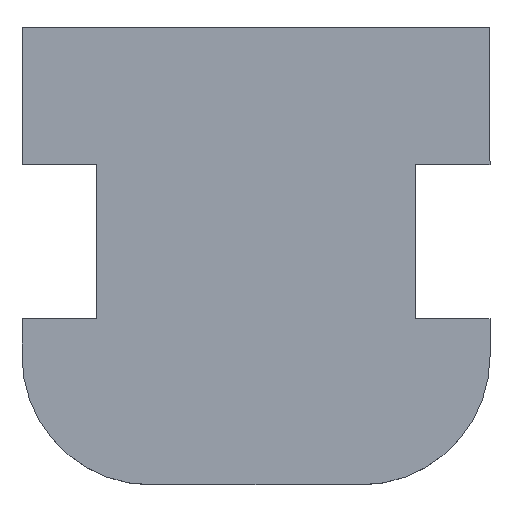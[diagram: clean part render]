
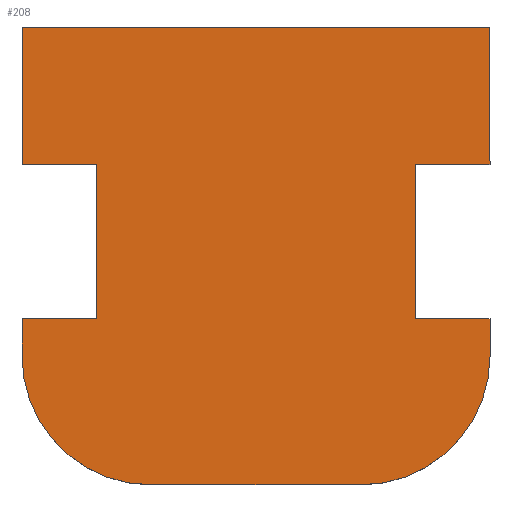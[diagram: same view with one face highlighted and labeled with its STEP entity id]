
A CAD part, top view. The second image highlights one B-rep face of the part: STEP entity #208.
In plain terms, the highlighted planar face has unit normal (0, 0, 1).
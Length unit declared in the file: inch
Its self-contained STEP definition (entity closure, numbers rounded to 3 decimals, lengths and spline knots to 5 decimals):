
#1 = VECTOR ( 'NONE', #268, 39.37008 ) ;
#4 = AXIS2_PLACEMENT_3D ( 'NONE', #198, #312, #508 ) ;
#6 = EDGE_CURVE ( 'NONE', #423, #48, #16, .T. ) ;
#15 = DIRECTION ( 'NONE',  ( -1., 0., 0. ) ) ;
#16 = LINE ( 'NONE', #108, #111 ) ;
#20 = CARTESIAN_POINT ( 'NONE',  ( -17.0285, -0.51, 0.12 ) ) ;
#28 = LINE ( 'NONE', #242, #343 ) ;
#29 = EDGE_CURVE ( 'NONE', #255, #456, #444, .T. ) ;
#33 = VECTOR ( 'NONE', #315, 39.37008 ) ;
#37 = EDGE_CURVE ( 'NONE', #276, #117, #65, .T. ) ;
#48 = VERTEX_POINT ( 'NONE', #449 ) ;
#51 = CARTESIAN_POINT ( 'NONE',  ( -17.7165, -0.24, 0.12 ) ) ;
#54 = DIRECTION ( 'NONE',  ( 0., 0., 1. ) ) ;
#56 = ORIENTED_EDGE ( 'NONE', *, *, #29, .F. ) ;
#58 = CARTESIAN_POINT ( 'NONE',  ( -17.2535, -0.575, 0.12 ) ) ;
#60 = DIRECTION ( 'NONE',  ( 0., -1., 0. ) ) ;
#65 = LINE ( 'NONE', #150, #486 ) ;
#66 = LINE ( 'NONE', #461, #252 ) ;
#77 = EDGE_CURVE ( 'NONE', #221, #162, #399, .T. ) ;
#84 = LINE ( 'NONE', #222, #323 ) ;
#93 = CARTESIAN_POINT ( 'NONE',  ( -17.0285, 0., 0.12 ) ) ;
#94 = CARTESIAN_POINT ( 'NONE',  ( -17.8465, -0.51, 0.12 ) ) ;
#97 = CARTESIAN_POINT ( 'NONE',  ( -17.2535, -0.8, 0.12 ) ) ;
#99 = CARTESIAN_POINT ( 'NONE',  ( -17.2535, -0.575, 0.12 ) ) ;
#101 = AXIS2_PLACEMENT_3D ( 'NONE', #99, #344, #349 ) ;
#102 = VERTEX_POINT ( 'NONE', #97 ) ;
#108 = CARTESIAN_POINT ( 'NONE',  ( -17.0285, 0., 0.12 ) ) ;
#111 = VECTOR ( 'NONE', #188, 39.37008 ) ;
#112 = DIRECTION ( 'NONE',  ( 1., 0., 0. ) ) ;
#117 = VERTEX_POINT ( 'NONE', #473 ) ;
#135 = LINE ( 'NONE', #211, #171 ) ;
#136 = DIRECTION ( 'NONE',  ( 0., 1., 0. ) ) ;
#137 = CARTESIAN_POINT ( 'NONE',  ( -17.1585, -0.51, 0.12 ) ) ;
#138 = ORIENTED_EDGE ( 'NONE', *, *, #296, .F. ) ;
#142 = CARTESIAN_POINT ( 'NONE',  ( -17.8465, -0.575, 0.12 ) ) ;
#150 = CARTESIAN_POINT ( 'NONE',  ( -17.0185, -0.24, 0.12 ) ) ;
#162 = VERTEX_POINT ( 'NONE', #293 ) ;
#171 = VECTOR ( 'NONE', #254, 39.37008 ) ;
#177 = VERTEX_POINT ( 'NONE', #51 ) ;
#179 = ORIENTED_EDGE ( 'NONE', *, *, #439, .F. ) ;
#188 = DIRECTION ( 'NONE',  ( 0., -1., 0. ) ) ;
#189 = DIRECTION ( 'NONE',  ( -1., 0., 0. ) ) ;
#194 = ORIENTED_EDGE ( 'NONE', *, *, #485, .F. ) ;
#197 = CARTESIAN_POINT ( 'NONE',  ( -17.0285, -0.24, 0.12 ) ) ;
#198 = CARTESIAN_POINT ( 'NONE',  ( -17.6215, -0.575, 0.12 ) ) ;
#200 = VERTEX_POINT ( 'NONE', #420 ) ;
#203 = ORIENTED_EDGE ( 'NONE', *, *, #419, .T. ) ;
#208 = ADVANCED_FACE ( 'NONE', ( #214 ), #389, .T. ) ;
#211 = CARTESIAN_POINT ( 'NONE',  ( -17.0185, -0.51, 0.12 ) ) ;
#214 = FACE_OUTER_BOUND ( 'NONE', #460, .T. ) ;
#215 = VERTEX_POINT ( 'NONE', #137 ) ;
#221 = VERTEX_POINT ( 'NONE', #94 ) ;
#222 = CARTESIAN_POINT ( 'NONE',  ( -17.2535, -0.8, 0.12 ) ) ;
#225 = LINE ( 'NONE', #400, #355 ) ;
#233 = CARTESIAN_POINT ( 'NONE',  ( -17.8465, 0., 0.12 ) ) ;
#236 = DIRECTION ( 'NONE',  ( 0., 1., 0. ) ) ;
#242 = CARTESIAN_POINT ( 'NONE',  ( -17.1585, -0.51, 0.12 ) ) ;
#243 = EDGE_CURVE ( 'NONE', #418, #255, #426, .T. ) ;
#246 = CIRCLE ( 'NONE', #4, 0.225 ) ;
#252 = VECTOR ( 'NONE', #236, 39.37008 ) ;
#254 = DIRECTION ( 'NONE',  ( 1., 0., 0. ) ) ;
#255 = VERTEX_POINT ( 'NONE', #233 ) ;
#268 = DIRECTION ( 'NONE',  ( 1., 0., 0. ) ) ;
#269 = DIRECTION ( 'NONE',  ( 1., 0., 0. ) ) ;
#273 = CARTESIAN_POINT ( 'NONE',  ( -17.8565, -0.24, 0.12 ) ) ;
#276 = VERTEX_POINT ( 'NONE', #197 ) ;
#293 = CARTESIAN_POINT ( 'NONE',  ( -17.7165, -0.51, 0.12 ) ) ;
#296 = EDGE_CURVE ( 'NONE', #117, #215, #28, .T. ) ;
#300 = EDGE_CURVE ( 'NONE', #350, #200, #246, .T. ) ;
#311 = LINE ( 'NONE', #397, #33 ) ;
#312 = DIRECTION ( 'NONE',  ( 0., 0., 1. ) ) ;
#315 = DIRECTION ( 'NONE',  ( 0., -1., 0. ) ) ;
#316 = ORIENTED_EDGE ( 'NONE', *, *, #37, .F. ) ;
#323 = VECTOR ( 'NONE', #15, 39.37008 ) ;
#330 = VECTOR ( 'NONE', #189, 39.37008 ) ;
#333 = AXIS2_PLACEMENT_3D ( 'NONE', #58, #54, #269 ) ;
#343 = VECTOR ( 'NONE', #60, 39.37008 ) ;
#344 = DIRECTION ( 'NONE',  ( 0., 0., 1. ) ) ;
#349 = DIRECTION ( 'NONE',  ( 1., 0., 0. ) ) ;
#350 = VERTEX_POINT ( 'NONE', #470 ) ;
#355 = VECTOR ( 'NONE', #136, 39.37008 ) ;
#370 = ORIENTED_EDGE ( 'NONE', *, *, #375, .F. ) ;
#371 = CARTESIAN_POINT ( 'NONE',  ( -17.7265, 0., 0.12 ) ) ;
#375 = EDGE_CURVE ( 'NONE', #350, #221, #225, .T. ) ;
#388 = VECTOR ( 'NONE', #112, 39.37008 ) ;
#389 = PLANE ( 'NONE',  #101 ) ;
#390 = ORIENTED_EDGE ( 'NONE', *, *, #300, .T. ) ;
#397 = CARTESIAN_POINT ( 'NONE',  ( -17.0285, 0., 0.12 ) ) ;
#399 = LINE ( 'NONE', #412, #1 ) ;
#400 = CARTESIAN_POINT ( 'NONE',  ( -17.8465, -0.575, 0.12 ) ) ;
#403 = CIRCLE ( 'NONE', #333, 0.225 ) ;
#406 = EDGE_CURVE ( 'NONE', #456, #276, #311, .T. ) ;
#411 = ORIENTED_EDGE ( 'NONE', *, *, #451, .F. ) ;
#412 = CARTESIAN_POINT ( 'NONE',  ( -17.8565, -0.51, 0.12 ) ) ;
#418 = VERTEX_POINT ( 'NONE', #499 ) ;
#419 = EDGE_CURVE ( 'NONE', #102, #48, #403, .T. ) ;
#420 = CARTESIAN_POINT ( 'NONE',  ( -17.6215, -0.8, 0.12 ) ) ;
#423 = VERTEX_POINT ( 'NONE', #20 ) ;
#426 = LINE ( 'NONE', #142, #479 ) ;
#431 = LINE ( 'NONE', #273, #330 ) ;
#437 = ORIENTED_EDGE ( 'NONE', *, *, #6, .F. ) ;
#439 = EDGE_CURVE ( 'NONE', #177, #418, #431, .T. ) ;
#444 = LINE ( 'NONE', #371, #388 ) ;
#446 = ORIENTED_EDGE ( 'NONE', *, *, #243, .F. ) ;
#449 = CARTESIAN_POINT ( 'NONE',  ( -17.0285, -0.575, 0.12 ) ) ;
#451 = EDGE_CURVE ( 'NONE', #162, #177, #66, .T. ) ;
#454 = ORIENTED_EDGE ( 'NONE', *, *, #77, .F. ) ;
#456 = VERTEX_POINT ( 'NONE', #93 ) ;
#460 = EDGE_LOOP ( 'NONE', ( #511, #138, #316, #519, #56, #446, #179, #411, #454, #370, #390, #194, #203, #437 ) ) ;
#461 = CARTESIAN_POINT ( 'NONE',  ( -17.7165, -0.51, 0.12 ) ) ;
#469 = DIRECTION ( 'NONE',  ( -1., 0., 0. ) ) ;
#470 = CARTESIAN_POINT ( 'NONE',  ( -17.8465, -0.575, 0.12 ) ) ;
#473 = CARTESIAN_POINT ( 'NONE',  ( -17.1585, -0.24, 0.12 ) ) ;
#479 = VECTOR ( 'NONE', #520, 39.37008 ) ;
#483 = EDGE_CURVE ( 'NONE', #215, #423, #135, .T. ) ;
#485 = EDGE_CURVE ( 'NONE', #102, #200, #84, .T. ) ;
#486 = VECTOR ( 'NONE', #469, 39.37008 ) ;
#499 = CARTESIAN_POINT ( 'NONE',  ( -17.8465, -0.24, 0.12 ) ) ;
#508 = DIRECTION ( 'NONE',  ( 1., 0., 0. ) ) ;
#511 = ORIENTED_EDGE ( 'NONE', *, *, #483, .F. ) ;
#519 = ORIENTED_EDGE ( 'NONE', *, *, #406, .F. ) ;
#520 = DIRECTION ( 'NONE',  ( 0., 1., 0. ) ) ;
